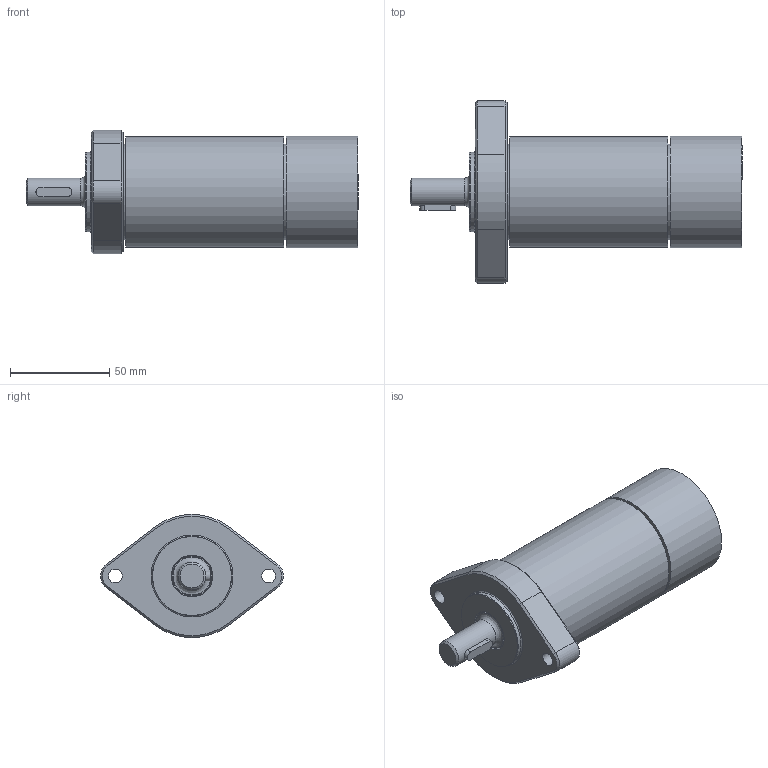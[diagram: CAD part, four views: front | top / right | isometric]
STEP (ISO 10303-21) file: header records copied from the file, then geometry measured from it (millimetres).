
FILE_DESCRIPTION((''),'2;1');
FILE_NAME('MRD 55-11000_29906295.stp','2008-09-19T14:33:51',('basyouni'),(''),'Autodesk Inventor 2008','Autodesk Inventor 2008','');
FILE_SCHEMA(('AUTOMOTIVE_DESIGN { 1 0 10303 214 1 1 1 1 }'));
Length unit declared in the file: millimetre
Products named in the file (1): MRD 55-11000_29906295
Bounding box: 167 x 91.95 x 62 mm (x, y, z)
Volume: 352102.1 mm3; surface area: 40232.4 mm2
Topology: 1 solids, 9 shells, 111 faces, 234 edges, 147 vertices
Faces by surface type: plane 43, cone 21, bspline 17, cylinder 15, torus 15
Full cylindrical faces by diameter (mm): 14 x1, 19.85 x1, 21.252 x1, 23.543 x1, 40 x1, 48.178 x2, 56 x2
Entity records: 3000 total; most frequent: CARTESIAN_POINT 775, DIRECTION 434, ORIENTED_EDGE 320, EDGE_LOOP 188, AXIS2_PLACEMENT_3D 187, EDGE_CURVE 160, VERTEX_POINT 124, FACE_OUTER_BOUND 111
